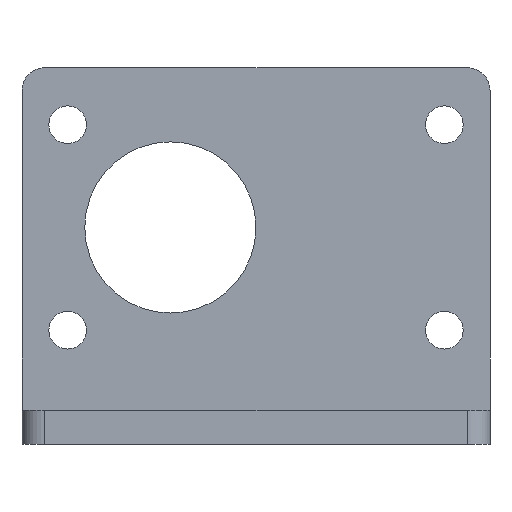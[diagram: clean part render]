
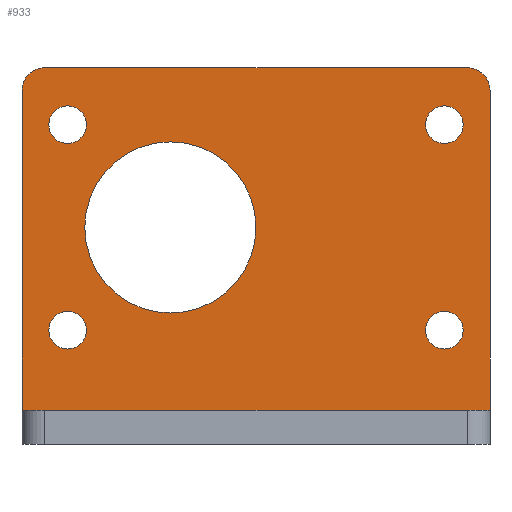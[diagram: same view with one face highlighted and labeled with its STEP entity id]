
A CAD part, front view. The second image highlights one B-rep face of the part: STEP entity #933.
In plain terms, the highlighted planar face has unit normal (0, -1, 0).
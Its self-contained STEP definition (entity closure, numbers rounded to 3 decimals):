
#13 = CARTESIAN_POINT ( 'NONE',  ( 34., 34., 29.65 ) ) ;
#18 = VERTEX_POINT ( 'NONE', #559 ) ;
#29 = FACE_BOUND ( 'NONE', #1067, .T. ) ;
#67 = AXIS2_PLACEMENT_3D ( 'NONE', #1269, #368, #690 ) ;
#69 = FACE_BOUND ( 'NONE', #699, .T. ) ;
#81 = CARTESIAN_POINT ( 'NONE',  ( -1., 34., 31. ) ) ;
#82 = CARTESIAN_POINT ( 'NONE',  ( 10., 34., 19. ) ) ;
#84 = CARTESIAN_POINT ( 'NONE',  ( 34., 34., 10. ) ) ;
#96 = CARTESIAN_POINT ( 'NONE',  ( 1., 34., 11.65 ) ) ;
#105 = AXIS2_PLACEMENT_3D ( 'NONE', #1144, #687, #1052 ) ;
#128 = ORIENTED_EDGE ( 'NONE', *, *, #689, .T. ) ;
#151 = VERTEX_POINT ( 'NONE', #1166 ) ;
#154 = DIRECTION ( 'NONE',  ( 0., 0., -1. ) ) ;
#155 = EDGE_CURVE ( 'NONE', #848, #299, #1066, .T. ) ;
#177 = CARTESIAN_POINT ( 'NONE',  ( 38., 34., 31. ) ) ;
#182 = CIRCLE ( 'NONE', #566, 1.65 ) ;
#199 = AXIS2_PLACEMENT_3D ( 'NONE', #440, #437, #646 ) ;
#205 = DIRECTION ( 'NONE',  ( 0., 1., 0. ) ) ;
#207 = DIRECTION ( 'NONE',  ( 0., 1., 0. ) ) ;
#211 = DIRECTION ( 'NONE',  ( 0., 0., 1. ) ) ;
#212 = VECTOR ( 'NONE', #1142, 1000. ) ;
#213 = DIRECTION ( 'NONE',  ( 0., 1., 0. ) ) ;
#229 = DIRECTION ( 'NONE',  ( 0., 1., 0. ) ) ;
#299 = VERTEX_POINT ( 'NONE', #731 ) ;
#302 = EDGE_CURVE ( 'NONE', #580, #18, #182, .T. ) ;
#309 = VERTEX_POINT ( 'NONE', #1299 ) ;
#312 = ORIENTED_EDGE ( 'NONE', *, *, #385, .T. ) ;
#313 = VERTEX_POINT ( 'NONE', #849 ) ;
#316 = AXIS2_PLACEMENT_3D ( 'NONE', #725, #1179, #1079 ) ;
#317 = CIRCLE ( 'NONE', #316, 2. ) ;
#318 = CARTESIAN_POINT ( 'NONE',  ( 10., 34., 26.5 ) ) ;
#330 = VERTEX_POINT ( 'NONE', #177 ) ;
#336 = CIRCLE ( 'NONE', #430, 7.5 ) ;
#358 = CARTESIAN_POINT ( 'NONE',  ( -3., 34., 3. ) ) ;
#368 = DIRECTION ( 'NONE',  ( 0., 1., 0. ) ) ;
#369 = ORIENTED_EDGE ( 'NONE', *, *, #759, .F. ) ;
#385 = EDGE_CURVE ( 'NONE', #151, #1453, #1408, .T. ) ;
#390 = CIRCLE ( 'NONE', #941, 1.65 ) ;
#402 = ORIENTED_EDGE ( 'NONE', *, *, #1056, .T. ) ;
#407 = VECTOR ( 'NONE', #154, 1000. ) ;
#430 = AXIS2_PLACEMENT_3D ( 'NONE', #82, #207, #211 ) ;
#437 = DIRECTION ( 'NONE',  ( 0., 1., 0. ) ) ;
#438 = DIRECTION ( 'NONE',  ( 0., 1., 0. ) ) ;
#440 = CARTESIAN_POINT ( 'NONE',  ( -3., 34., 33. ) ) ;
#444 = LINE ( 'NONE', #683, #212 ) ;
#446 = EDGE_CURVE ( 'NONE', #848, #309, #903, .T. ) ;
#456 = EDGE_CURVE ( 'NONE', #1219, #696, #788, .T. ) ;
#463 = EDGE_CURVE ( 'NONE', #313, #621, #1371, .T. ) ;
#475 = CARTESIAN_POINT ( 'NONE',  ( 10., 34., 11.5 ) ) ;
#503 = EDGE_LOOP ( 'NONE', ( #402, #1465 ) ) ;
#510 = CIRCLE ( 'NONE', #1262, 1.65 ) ;
#511 = CARTESIAN_POINT ( 'NONE',  ( 34., 34., 11.65 ) ) ;
#530 = DIRECTION ( 'NONE',  ( 0., 0., 1. ) ) ;
#541 = DIRECTION ( 'NONE',  ( 0., 0., 1. ) ) ;
#558 = CIRCLE ( 'NONE', #105, 7.5 ) ;
#559 = CARTESIAN_POINT ( 'NONE',  ( 1., 34., 8.35 ) ) ;
#566 = AXIS2_PLACEMENT_3D ( 'NONE', #1186, #724, #1312 ) ;
#580 = VERTEX_POINT ( 'NONE', #96 ) ;
#606 = CARTESIAN_POINT ( 'NONE',  ( 38., 34., 33. ) ) ;
#612 = EDGE_CURVE ( 'NONE', #18, #580, #772, .T. ) ;
#621 = VERTEX_POINT ( 'NONE', #1279 ) ;
#625 = ORIENTED_EDGE ( 'NONE', *, *, #612, .T. ) ;
#626 = AXIS2_PLACEMENT_3D ( 'NONE', #84, #205, #1343 ) ;
#633 = FACE_BOUND ( 'NONE', #644, .T. ) ;
#644 = EDGE_LOOP ( 'NONE', ( #1432, #1137 ) ) ;
#646 = DIRECTION ( 'NONE',  ( 0., 0., 1. ) ) ;
#654 = VECTOR ( 'NONE', #1409, 1000. ) ;
#683 = CARTESIAN_POINT ( 'NONE',  ( -3., 34., 3. ) ) ;
#687 = DIRECTION ( 'NONE',  ( 0., 1., 0. ) ) ;
#689 = EDGE_CURVE ( 'NONE', #1285, #1434, #444, .T. ) ;
#690 = DIRECTION ( 'NONE',  ( 0., 0., 1. ) ) ;
#696 = VERTEX_POINT ( 'NONE', #13 ) ;
#699 = EDGE_LOOP ( 'NONE', ( #762, #312 ) ) ;
#711 = EDGE_LOOP ( 'NONE', ( #810, #946 ) ) ;
#720 = LINE ( 'NONE', #606, #654 ) ;
#724 = DIRECTION ( 'NONE',  ( 0., 1., 0. ) ) ;
#725 = CARTESIAN_POINT ( 'NONE',  ( 36., 34., 31. ) ) ;
#727 = AXIS2_PLACEMENT_3D ( 'NONE', #776, #1235, #1364 ) ;
#731 = CARTESIAN_POINT ( 'NONE',  ( 36., 34., 33. ) ) ;
#742 = EDGE_LOOP ( 'NONE', ( #369, #1254, #875, #923, #924, #128 ) ) ;
#759 = EDGE_CURVE ( 'NONE', #330, #1434, #720, .T. ) ;
#762 = ORIENTED_EDGE ( 'NONE', *, *, #1085, .T. ) ;
#769 = CARTESIAN_POINT ( 'NONE',  ( 1., 34., 28. ) ) ;
#772 = CIRCLE ( 'NONE', #67, 1.65 ) ;
#776 = CARTESIAN_POINT ( 'NONE',  ( 34., 34., 28. ) ) ;
#788 = CIRCLE ( 'NONE', #727, 1.65 ) ;
#810 = ORIENTED_EDGE ( 'NONE', *, *, #938, .T. ) ;
#826 = DIRECTION ( 'NONE',  ( 1., 0., 0. ) ) ;
#848 = VERTEX_POINT ( 'NONE', #860 ) ;
#849 = CARTESIAN_POINT ( 'NONE',  ( 1., 34., 29.65 ) ) ;
#860 = CARTESIAN_POINT ( 'NONE',  ( -1., 34., 33. ) ) ;
#875 = ORIENTED_EDGE ( 'NONE', *, *, #155, .F. ) ;
#877 = CARTESIAN_POINT ( 'NONE',  ( 1., 34., 28. ) ) ;
#903 = CIRCLE ( 'NONE', #1008, 2. ) ;
#923 = ORIENTED_EDGE ( 'NONE', *, *, #446, .T. ) ;
#924 = ORIENTED_EDGE ( 'NONE', *, *, #1393, .T. ) ;
#933 = ADVANCED_FACE ( 'NONE', ( #69, #29, #936, #633, #1032, #1265 ), #1204, .F. ) ;
#936 = FACE_BOUND ( 'NONE', #711, .T. ) ;
#938 = EDGE_CURVE ( 'NONE', #1091, #1348, #336, .T. ) ;
#941 = AXIS2_PLACEMENT_3D ( 'NONE', #985, #1217, #1099 ) ;
#946 = ORIENTED_EDGE ( 'NONE', *, *, #1308, .T. ) ;
#973 = LINE ( 'NONE', #1295, #407 ) ;
#980 = AXIS2_PLACEMENT_3D ( 'NONE', #769, #229, #1024 ) ;
#985 = CARTESIAN_POINT ( 'NONE',  ( 34., 34., 28. ) ) ;
#1001 = AXIS2_PLACEMENT_3D ( 'NONE', #1233, #438, #1116 ) ;
#1008 = AXIS2_PLACEMENT_3D ( 'NONE', #81, #1095, #530 ) ;
#1024 = DIRECTION ( 'NONE',  ( 0., 0., 1. ) ) ;
#1032 = FACE_BOUND ( 'NONE', #503, .T. ) ;
#1051 = CARTESIAN_POINT ( 'NONE',  ( -3., 34., 33. ) ) ;
#1052 = DIRECTION ( 'NONE',  ( 0., 0., 1. ) ) ;
#1056 = EDGE_CURVE ( 'NONE', #696, #1219, #390, .T. ) ;
#1064 = EDGE_CURVE ( 'NONE', #621, #313, #510, .T. ) ;
#1066 = LINE ( 'NONE', #1051, #1444 ) ;
#1067 = EDGE_LOOP ( 'NONE', ( #1180, #625 ) ) ;
#1079 = DIRECTION ( 'NONE',  ( 0., 0., 1. ) ) ;
#1085 = EDGE_CURVE ( 'NONE', #1453, #151, #1297, .T. ) ;
#1091 = VERTEX_POINT ( 'NONE', #318 ) ;
#1095 = DIRECTION ( 'NONE',  ( 0., -1., 0. ) ) ;
#1099 = DIRECTION ( 'NONE',  ( 0., 0., 1. ) ) ;
#1116 = DIRECTION ( 'NONE',  ( 0., 0., 1. ) ) ;
#1131 = CARTESIAN_POINT ( 'NONE',  ( 34., 34., 26.35 ) ) ;
#1137 = ORIENTED_EDGE ( 'NONE', *, *, #1064, .T. ) ;
#1142 = DIRECTION ( 'NONE',  ( 1., 0., 0. ) ) ;
#1144 = CARTESIAN_POINT ( 'NONE',  ( 10., 34., 19. ) ) ;
#1166 = CARTESIAN_POINT ( 'NONE',  ( 34., 34., 8.35 ) ) ;
#1179 = DIRECTION ( 'NONE',  ( 0., -1., 0. ) ) ;
#1180 = ORIENTED_EDGE ( 'NONE', *, *, #302, .T. ) ;
#1186 = CARTESIAN_POINT ( 'NONE',  ( 1., 34., 10. ) ) ;
#1196 = CARTESIAN_POINT ( 'NONE',  ( 38., 34., 3. ) ) ;
#1204 = PLANE ( 'NONE',  #199 ) ;
#1217 = DIRECTION ( 'NONE',  ( 0., 1., 0. ) ) ;
#1219 = VERTEX_POINT ( 'NONE', #1131 ) ;
#1233 = CARTESIAN_POINT ( 'NONE',  ( 34., 34., 10. ) ) ;
#1235 = DIRECTION ( 'NONE',  ( 0., 1., 0. ) ) ;
#1254 = ORIENTED_EDGE ( 'NONE', *, *, #1469, .T. ) ;
#1262 = AXIS2_PLACEMENT_3D ( 'NONE', #877, #213, #541 ) ;
#1265 = FACE_OUTER_BOUND ( 'NONE', #742, .T. ) ;
#1269 = CARTESIAN_POINT ( 'NONE',  ( 1., 34., 10. ) ) ;
#1279 = CARTESIAN_POINT ( 'NONE',  ( 1., 34., 26.35 ) ) ;
#1285 = VERTEX_POINT ( 'NONE', #358 ) ;
#1295 = CARTESIAN_POINT ( 'NONE',  ( -3., 34., 33. ) ) ;
#1297 = CIRCLE ( 'NONE', #1001, 1.65 ) ;
#1299 = CARTESIAN_POINT ( 'NONE',  ( -3., 34., 31. ) ) ;
#1308 = EDGE_CURVE ( 'NONE', #1348, #1091, #558, .T. ) ;
#1312 = DIRECTION ( 'NONE',  ( 0., 0., 1. ) ) ;
#1343 = DIRECTION ( 'NONE',  ( 0., 0., 1. ) ) ;
#1348 = VERTEX_POINT ( 'NONE', #475 ) ;
#1364 = DIRECTION ( 'NONE',  ( 0., 0., 1. ) ) ;
#1371 = CIRCLE ( 'NONE', #980, 1.65 ) ;
#1393 = EDGE_CURVE ( 'NONE', #309, #1285, #973, .T. ) ;
#1408 = CIRCLE ( 'NONE', #626, 1.65 ) ;
#1409 = DIRECTION ( 'NONE',  ( 0., 0., -1. ) ) ;
#1432 = ORIENTED_EDGE ( 'NONE', *, *, #463, .T. ) ;
#1434 = VERTEX_POINT ( 'NONE', #1196 ) ;
#1444 = VECTOR ( 'NONE', #826, 1000. ) ;
#1453 = VERTEX_POINT ( 'NONE', #511 ) ;
#1465 = ORIENTED_EDGE ( 'NONE', *, *, #456, .T. ) ;
#1469 = EDGE_CURVE ( 'NONE', #330, #299, #317, .T. ) ;
